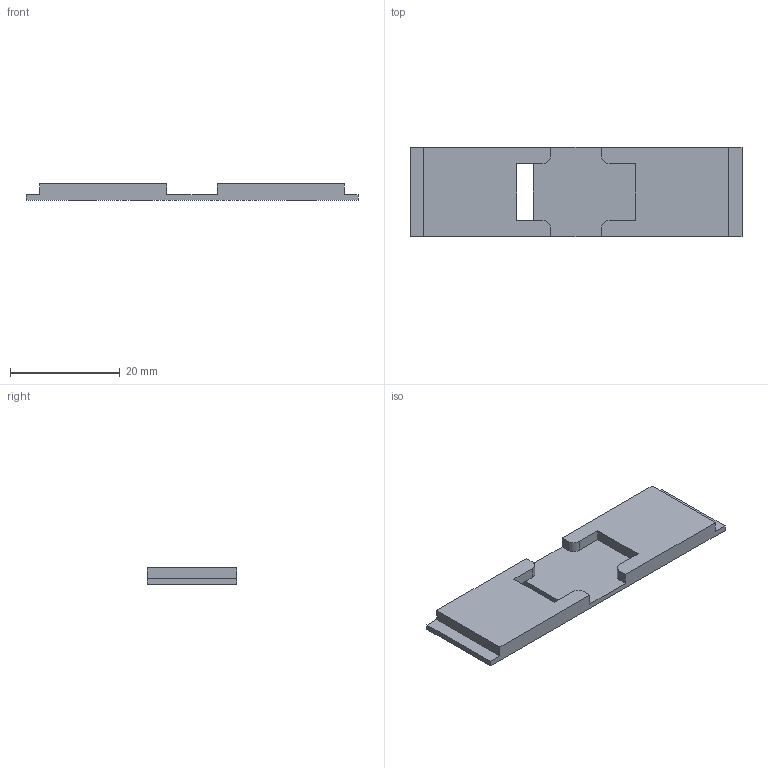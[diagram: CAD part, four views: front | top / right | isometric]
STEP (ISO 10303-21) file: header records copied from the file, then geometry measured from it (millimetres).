
FILE_DESCRIPTION(/* description */ (''),/* implementation_level */ '2;1');
FILE_NAME(/* name */ 'Canal - middle plate v6.step',/* time_stamp */ '2025-12-06T15:30:47+01:00',/* author */ (''),/* organization */ (''),/* preprocessor_version */ 'ST-DEVELOPER v20.1',/* originating_system */ 'Autodesk Translation Framework v14.21.0.0',/* authorisation */ '');
FILE_SCHEMA (('AUTOMOTIVE_DESIGN { 1 0 10303 214 3 1 1 }'));
Length unit declared in the file: millimetre
Products named in the file (1): Canal - middle plate
Bounding box: 60.6 x 16.35 x 3 mm (x, y, z)
Volume: 2114.9 mm3; surface area: 2584.8 mm2
Topology: 1 solids, 1 shells, 49 faces, 131 edges, 87 vertices
Faces by surface type: plane 45, cylinder 4
Entity records: 1542 total; most frequent: CARTESIAN_POINT 268, ORIENTED_EDGE 262, DIRECTION 239, EDGE_CURVE 131, LINE 123, VECTOR 123, VERTEX_POINT 87, AXIS2_PLACEMENT_3D 58
